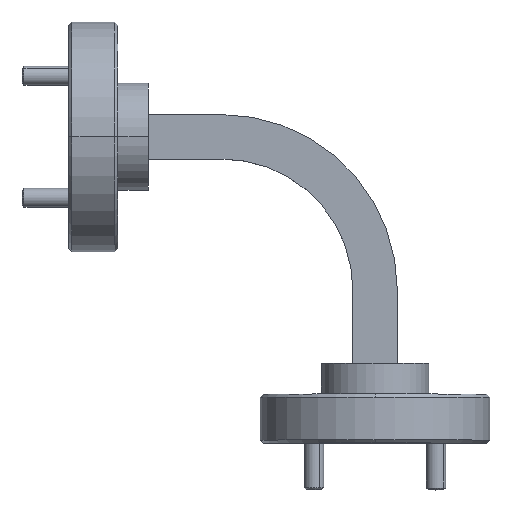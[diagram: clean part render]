
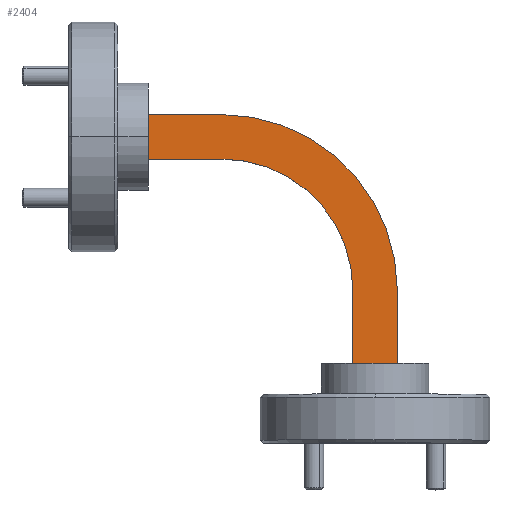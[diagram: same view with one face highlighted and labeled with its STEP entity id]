
A CAD part, top view. The second image highlights one B-rep face of the part: STEP entity #2404.
In plain terms, the highlighted planar face has unit normal (0, 0, 1).
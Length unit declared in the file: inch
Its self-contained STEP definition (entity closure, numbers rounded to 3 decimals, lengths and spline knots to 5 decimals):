
#5 = DIRECTION ( 'NONE',  ( -1., 0., 0. ) ) ;
#37 = LINE ( 'NONE', #3686, #630 ) ;
#252 = AXIS2_PLACEMENT_3D ( 'NONE', #7200, #568, #5 ) ;
#292 = VERTEX_POINT ( 'NONE', #2977 ) ;
#568 = DIRECTION ( 'NONE',  ( 0., 0., -1. ) ) ;
#578 = EDGE_LOOP ( 'NONE', ( #1868, #2861, #3111, #1493, #1643, #6073, #596, #2271 ) ) ;
#596 = ORIENTED_EDGE ( 'NONE', *, *, #3763, .F. ) ;
#602 = EDGE_CURVE ( 'NONE', #3894, #292, #4604, .T. ) ;
#630 = VECTOR ( 'NONE', #6054, 39.37008 ) ;
#749 = CARTESIAN_POINT ( 'NONE',  ( 0.5, -0.0725, 0.05625 ) ) ;
#1324 = DIRECTION ( 'NONE',  ( 0., 0., 1. ) ) ;
#1398 = CARTESIAN_POINT ( 'NONE',  ( 0.5, 0.0725, 0.05625 ) ) ;
#1408 = CIRCLE ( 'NONE', #252, 0.5725 ) ;
#1462 = VERTEX_POINT ( 'NONE', #3840 ) ;
#1493 = ORIENTED_EDGE ( 'NONE', *, *, #3641, .F. ) ;
#1643 = ORIENTED_EDGE ( 'NONE', *, *, #4313, .T. ) ;
#1720 = VECTOR ( 'NONE', #2720, 39.37008 ) ;
#1744 = CARTESIAN_POINT ( 'NONE',  ( 0.5, -0.74, 0.05625 ) ) ;
#1770 = VERTEX_POINT ( 'NONE', #5681 ) ;
#1868 = ORIENTED_EDGE ( 'NONE', *, *, #2288, .T. ) ;
#1927 = CARTESIAN_POINT ( 'NONE',  ( 1.0725, -0.5, 0.05625 ) ) ;
#1928 = CARTESIAN_POINT ( 'NONE',  ( 0.9275, -0.5, 0.05625 ) ) ;
#2271 = ORIENTED_EDGE ( 'NONE', *, *, #2595, .T. ) ;
#2288 = EDGE_CURVE ( 'NONE', #4733, #292, #3608, .T. ) ;
#2358 = AXIS2_PLACEMENT_3D ( 'NONE', #749, #1324, #5958 ) ;
#2404 = ADVANCED_FACE ( 'NONE', ( #3986 ), #6406, .T. ) ;
#2492 = VERTEX_POINT ( 'NONE', #1398 ) ;
#2595 = EDGE_CURVE ( 'NONE', #1770, #4733, #7357, .T. ) ;
#2712 = EDGE_CURVE ( 'NONE', #6453, #7055, #7708, .T. ) ;
#2720 = DIRECTION ( 'NONE',  ( -1., 0., 0. ) ) ;
#2758 = AXIS2_PLACEMENT_3D ( 'NONE', #5837, #3367, #4562 ) ;
#2861 = ORIENTED_EDGE ( 'NONE', *, *, #602, .F. ) ;
#2977 = CARTESIAN_POINT ( 'NONE',  ( 0.9275, -0.74, 0.05625 ) ) ;
#3111 = ORIENTED_EDGE ( 'NONE', *, *, #5675, .F. ) ;
#3367 = DIRECTION ( 'NONE',  ( 0., 0., -1. ) ) ;
#3608 = LINE ( 'NONE', #5453, #7582 ) ;
#3641 = EDGE_CURVE ( 'NONE', #2492, #1462, #1408, .T. ) ;
#3686 = CARTESIAN_POINT ( 'NONE',  ( 0.5, -0.0725, 0.05625 ) ) ;
#3763 = EDGE_CURVE ( 'NONE', #1770, #6453, #37, .T. ) ;
#3831 = CARTESIAN_POINT ( 'NONE',  ( 0.5, 0.0725, 0.05625 ) ) ;
#3840 = CARTESIAN_POINT ( 'NONE',  ( 1.0725, -0.5, 0.05625 ) ) ;
#3894 = VERTEX_POINT ( 'NONE', #6484 ) ;
#3986 = FACE_OUTER_BOUND ( 'NONE', #578, .T. ) ;
#4313 = EDGE_CURVE ( 'NONE', #2492, #7055, #6201, .T. ) ;
#4562 = DIRECTION ( 'NONE',  ( -1., 0., 0. ) ) ;
#4604 = LINE ( 'NONE', #1744, #6277 ) ;
#4718 = DIRECTION ( 'NONE',  ( 0., 1., 0. ) ) ;
#4733 = VERTEX_POINT ( 'NONE', #1928 ) ;
#4968 = LINE ( 'NONE', #1927, #7297 ) ;
#5453 = CARTESIAN_POINT ( 'NONE',  ( 0.9275, -0.5, 0.05625 ) ) ;
#5675 = EDGE_CURVE ( 'NONE', #1462, #3894, #4968, .T. ) ;
#5681 = CARTESIAN_POINT ( 'NONE',  ( 0.5, -0.0725, 0.05625 ) ) ;
#5831 = CARTESIAN_POINT ( 'NONE',  ( 0.26, -0.0725, 0.05625 ) ) ;
#5837 = CARTESIAN_POINT ( 'NONE',  ( 0.5, -0.5, 0.05625 ) ) ;
#5848 = DIRECTION ( 'NONE',  ( -1., 0., 0. ) ) ;
#5958 = DIRECTION ( 'NONE',  ( 1., 0., 0. ) ) ;
#5967 = DIRECTION ( 'NONE',  ( 0., -1., 0. ) ) ;
#6054 = DIRECTION ( 'NONE',  ( -1., 0., 0. ) ) ;
#6073 = ORIENTED_EDGE ( 'NONE', *, *, #2712, .F. ) ;
#6201 = LINE ( 'NONE', #3831, #1720 ) ;
#6277 = VECTOR ( 'NONE', #5848, 39.37008 ) ;
#6406 = PLANE ( 'NONE',  #2358 ) ;
#6453 = VERTEX_POINT ( 'NONE', #5831 ) ;
#6484 = CARTESIAN_POINT ( 'NONE',  ( 1.0725, -0.74, 0.05625 ) ) ;
#6610 = VECTOR ( 'NONE', #4718, 39.37008 ) ;
#7055 = VERTEX_POINT ( 'NONE', #7234 ) ;
#7200 = CARTESIAN_POINT ( 'NONE',  ( 0.5, -0.5, 0.05625 ) ) ;
#7234 = CARTESIAN_POINT ( 'NONE',  ( 0.26, 0.0725, 0.05625 ) ) ;
#7258 = CARTESIAN_POINT ( 'NONE',  ( 0.26, -0.0725, 0.05625 ) ) ;
#7297 = VECTOR ( 'NONE', #7371, 39.37008 ) ;
#7357 = CIRCLE ( 'NONE', #2758, 0.4275 ) ;
#7371 = DIRECTION ( 'NONE',  ( 0., -1., 0. ) ) ;
#7582 = VECTOR ( 'NONE', #5967, 39.37008 ) ;
#7708 = LINE ( 'NONE', #7258, #6610 ) ;
